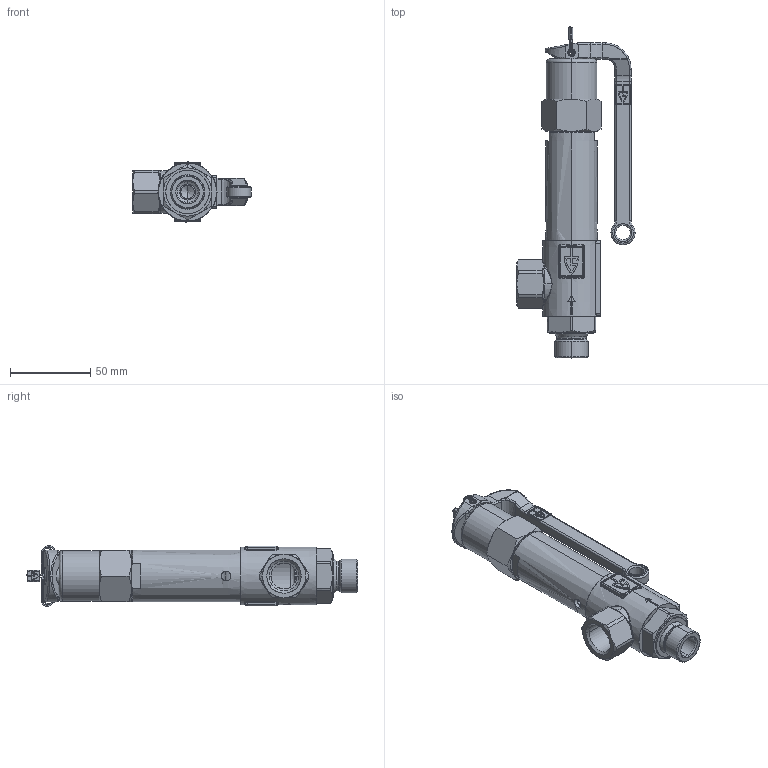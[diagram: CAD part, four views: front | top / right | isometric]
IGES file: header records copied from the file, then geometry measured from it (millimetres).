
Start section: SolidWorks IGES file using analytic representation for surfaces
Global section: file name: 461 L-15 Dummy ab 50,01-70 bar.IGS; native system: SolidWorks 2011; preprocessor: SolidWorks 2011; author: Blankenhorn; date: 121115.164959; units: millimetre
Bounding box: 73.5 x 206.53 x 37.67 mm (x, y, z)
Surface area: 57526.9 mm2 (no closed solid volume)
Topology: 0 solids, 0 shells, 837 faces, 9700 edges, 9685 vertices
Faces by surface type: bspline 457, revolution 380
